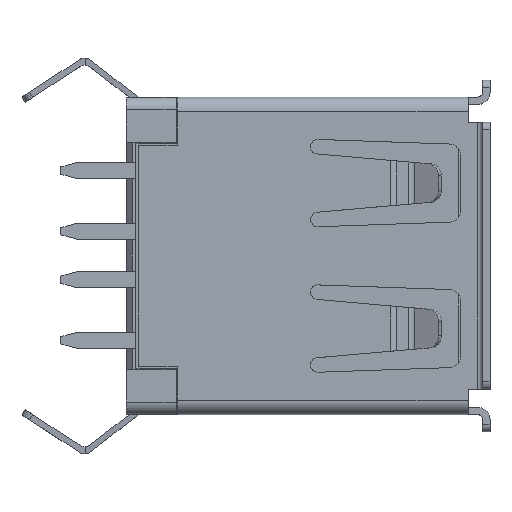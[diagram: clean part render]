
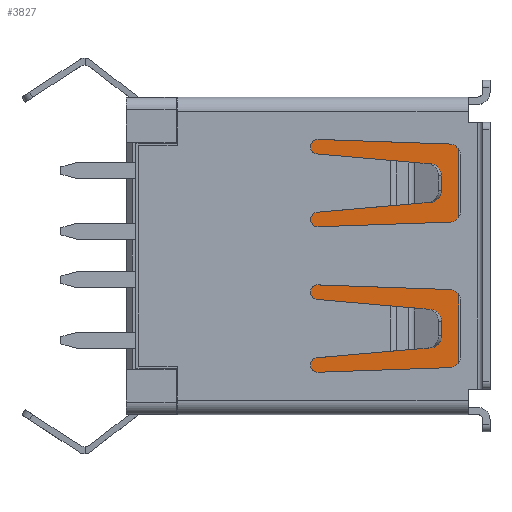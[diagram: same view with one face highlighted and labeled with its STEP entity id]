
A CAD part, top view. The second image highlights one B-rep face of the part: STEP entity #3827.
In plain terms, the highlighted planar face has unit normal (0, 0, 1).
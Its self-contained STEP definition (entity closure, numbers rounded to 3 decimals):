
#476 = EDGE_LOOP ( 'NONE', ( #15505, #15536, #15722, #15867 ) ) ;
#530 = EDGE_CURVE ( 'NONE', #9404, #17191, #3615, .T. ) ;
#1210 = VECTOR ( 'NONE', #12975, 1000. ) ;
#1263 = CARTESIAN_POINT ( 'NONE',  ( 11.202, 5.377, -0.503 ) ) ;
#1421 = DIRECTION ( 'NONE',  ( 1., 0., 0. ) ) ;
#1459 = DIRECTION ( 'NONE',  ( 0., 0., 1. ) ) ;
#1476 = CARTESIAN_POINT ( 'NONE',  ( 11.202, -12.211, -0.503 ) ) ;
#1692 = CARTESIAN_POINT ( 'NONE',  ( 11.202, -5.377, -0.503 ) ) ;
#1772 = PLANE ( 'NONE',  #10621 ) ;
#2841 = VERTEX_POINT ( 'NONE', #1692 ) ;
#3615 = LINE ( 'NONE', #15740, #17665 ) ;
#3827 = ADVANCED_FACE ( 'NONE', ( #11543 ), #1772, .T. ) ;
#4570 = LINE ( 'NONE', #15363, #11810 ) ;
#5552 = CARTESIAN_POINT ( 'NONE',  ( 3.731, 5.377, -0.503 ) ) ;
#6045 = LINE ( 'NONE', #11637, #12466 ) ;
#6345 = EDGE_CURVE ( 'NONE', #2841, #17191, #11689, .T. ) ;
#7109 = DIRECTION ( 'NONE',  ( 0., 1., 0. ) ) ;
#7548 = DIRECTION ( 'NONE',  ( -1., 0., 0. ) ) ;
#9404 = VERTEX_POINT ( 'NONE', #5552 ) ;
#10621 = AXIS2_PLACEMENT_3D ( 'NONE', #1476, #1459, #1421 ) ;
#11543 = FACE_OUTER_BOUND ( 'NONE', #476, .T. ) ;
#11637 = CARTESIAN_POINT ( 'NONE',  ( 7.467, -5.377, -0.503 ) ) ;
#11689 = LINE ( 'NONE', #12581, #1210 ) ;
#11810 = VECTOR ( 'NONE', #7109, 1000. ) ;
#12466 = VECTOR ( 'NONE', #7548, 1000. ) ;
#12581 = CARTESIAN_POINT ( 'NONE',  ( 11.202, -12.211, -0.503 ) ) ;
#12975 = DIRECTION ( 'NONE',  ( 0., 1., 0. ) ) ;
#13399 = EDGE_CURVE ( 'NONE', #2841, #16085, #6045, .T. ) ;
#15133 = CARTESIAN_POINT ( 'NONE',  ( 3.731, -5.377, -0.503 ) ) ;
#15363 = CARTESIAN_POINT ( 'NONE',  ( 3.731, -9.221, -0.503 ) ) ;
#15505 = ORIENTED_EDGE ( 'NONE', *, *, #16806, .F. ) ;
#15536 = ORIENTED_EDGE ( 'NONE', *, *, #13399, .F. ) ;
#15722 = ORIENTED_EDGE ( 'NONE', *, *, #6345, .T. ) ;
#15740 = CARTESIAN_POINT ( 'NONE',  ( 11.202, 5.377, -0.503 ) ) ;
#15827 = DIRECTION ( 'NONE',  ( 1., 0., 0. ) ) ;
#15867 = ORIENTED_EDGE ( 'NONE', *, *, #530, .F. ) ;
#16085 = VERTEX_POINT ( 'NONE', #15133 ) ;
#16806 = EDGE_CURVE ( 'NONE', #16085, #9404, #4570, .T. ) ;
#17191 = VERTEX_POINT ( 'NONE', #1263 ) ;
#17665 = VECTOR ( 'NONE', #15827, 1000. ) ;
